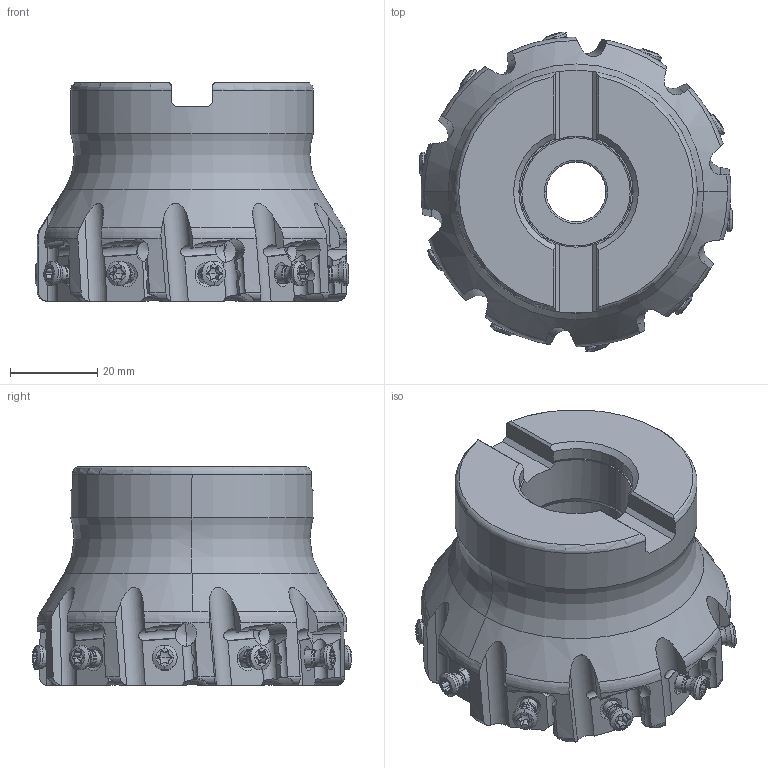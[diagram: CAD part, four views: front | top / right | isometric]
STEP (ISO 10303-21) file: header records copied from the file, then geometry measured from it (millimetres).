
FILE_DESCRIPTION(/* description */ (''),/* implementation_level */ '2;1');
FILE_NAME(/* name */ 'VOX400UR0310C.stp',/* time_stamp */ '2019-03-26T13:44:53+09:00',/* author */ (''),/* organization */ (''),/* preprocessor_version */ 'ST-DEVELOPER v16',/* originating_system */ 'SIEMENS PLM Software NX 10.0',/* authorisation */ '');
FILE_SCHEMA (('AUTOMOTIVE_DESIGN { 1 0 10303 214 3 1 1 1 }'));
Length unit declared in the file: millimetre
Products named in the file (1): VOX400UR0310C_ASM
Bounding box: 71.94 x 73.32 x 50.1 mm (x, y, z)
Volume: 116176.8 mm3; surface area: 24282.5 mm2
Topology: 11 solids, 11 shells, 811 faces, 2368 edges, 1520 vertices
Faces by surface type: cylinder 352, cone 172, plane 171, torus 76, sphere 40
Entity records: 35553 total; most frequent: CARTESIAN_POINT 14570, ORIENTED_EDGE 4576, DIRECTION 4222, EDGE_CURVE 2288, AXIS2_PLACEMENT_3D 1735, VERTEX_POINT 1520, CIRCLE 836, EDGE_LOOP 834
